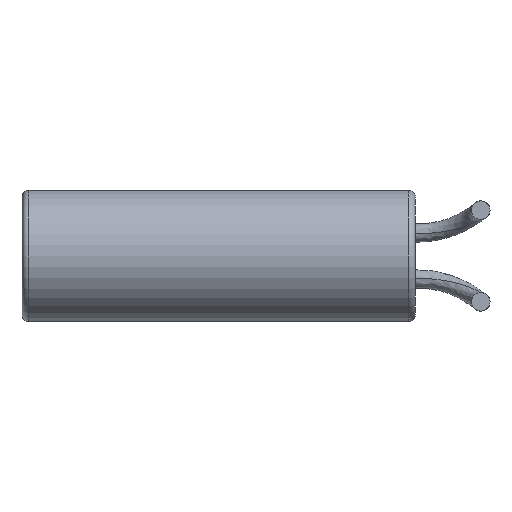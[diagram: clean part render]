
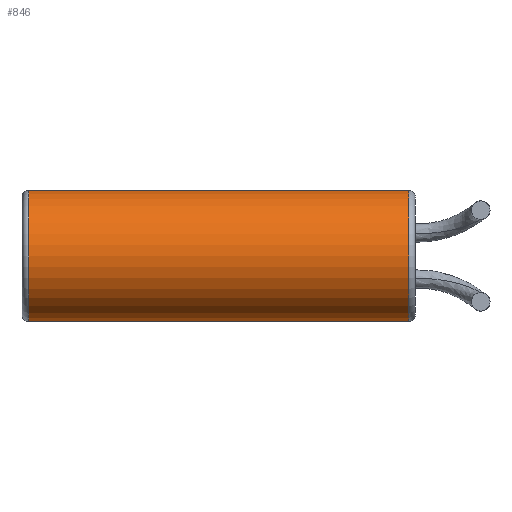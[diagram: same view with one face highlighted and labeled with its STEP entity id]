
A CAD part, front view. The second image highlights one B-rep face of the part: STEP entity #846.
In plain terms, the highlighted cylindrical face has radius 1 mm (diameter 2 mm), a partial arc.
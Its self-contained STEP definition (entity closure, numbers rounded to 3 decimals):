
#54 = AXIS2_PLACEMENT_3D ( 'NONE', #620, #138, #326 ) ;
#82 = LINE ( 'NONE', #1107, #1112 ) ;
#85 = LINE ( 'NONE', #1110, #352 ) ;
#94 = VERTEX_POINT ( 'NONE', #221 ) ;
#96 = CIRCLE ( 'NONE', #275, 1. ) ;
#100 = CARTESIAN_POINT ( 'NONE',  ( -5.9, 0., -1. ) ) ;
#101 = CARTESIAN_POINT ( 'NONE',  ( -0.1, 0., 0. ) ) ;
#109 = VERTEX_POINT ( 'NONE', #100 ) ;
#138 = DIRECTION ( 'NONE',  ( 1., 0., 0. ) ) ;
#221 = CARTESIAN_POINT ( 'NONE',  ( -0.1, 0., -1. ) ) ;
#224 = EDGE_CURVE ( 'NONE', #109, #94, #85, .T. ) ;
#275 = AXIS2_PLACEMENT_3D ( 'NONE', #101, #486, #388 ) ;
#326 = DIRECTION ( 'NONE',  ( 0., 0., -1. ) ) ;
#352 = VECTOR ( 'NONE', #827, 1000. ) ;
#354 = DIRECTION ( 'NONE',  ( 1., 0., 0. ) ) ;
#364 = ORIENTED_EDGE ( 'NONE', *, *, #224, .T. ) ;
#381 = FACE_OUTER_BOUND ( 'NONE', #727, .T. ) ;
#388 = DIRECTION ( 'NONE',  ( 0., 0., -1. ) ) ;
#402 = EDGE_CURVE ( 'NONE', #840, #950, #82, .T. ) ;
#486 = DIRECTION ( 'NONE',  ( -1., 0., 0. ) ) ;
#529 = EDGE_CURVE ( 'NONE', #840, #109, #538, .T. ) ;
#536 = DIRECTION ( 'NONE',  ( 1., 0., 0. ) ) ;
#538 = CIRCLE ( 'NONE', #54, 1. ) ;
#620 = CARTESIAN_POINT ( 'NONE',  ( -5.9, 0., 0. ) ) ;
#645 = DIRECTION ( 'NONE',  ( 0., 0., -1. ) ) ;
#665 = ORIENTED_EDGE ( 'NONE', *, *, #707, .T. ) ;
#707 = EDGE_CURVE ( 'NONE', #94, #950, #96, .T. ) ;
#727 = EDGE_LOOP ( 'NONE', ( #868, #1042, #364, #665 ) ) ;
#827 = DIRECTION ( 'NONE',  ( 1., 0., 0. ) ) ;
#836 = AXIS2_PLACEMENT_3D ( 'NONE', #1111, #354, #645 ) ;
#840 = VERTEX_POINT ( 'NONE', #858 ) ;
#846 = ADVANCED_FACE ( 'NONE', ( #381 ), #1119, .T. ) ;
#858 = CARTESIAN_POINT ( 'NONE',  ( -5.9, 0., 1. ) ) ;
#868 = ORIENTED_EDGE ( 'NONE', *, *, #402, .F. ) ;
#950 = VERTEX_POINT ( 'NONE', #1196 ) ;
#1042 = ORIENTED_EDGE ( 'NONE', *, *, #529, .T. ) ;
#1107 = CARTESIAN_POINT ( 'NONE',  ( -6., 0., 1. ) ) ;
#1110 = CARTESIAN_POINT ( 'NONE',  ( -6., 0., -1. ) ) ;
#1111 = CARTESIAN_POINT ( 'NONE',  ( -6., 0., 0. ) ) ;
#1112 = VECTOR ( 'NONE', #536, 1000. ) ;
#1119 = CYLINDRICAL_SURFACE ( 'NONE', #836, 1. ) ;
#1196 = CARTESIAN_POINT ( 'NONE',  ( -0.1, 0., 1. ) ) ;
